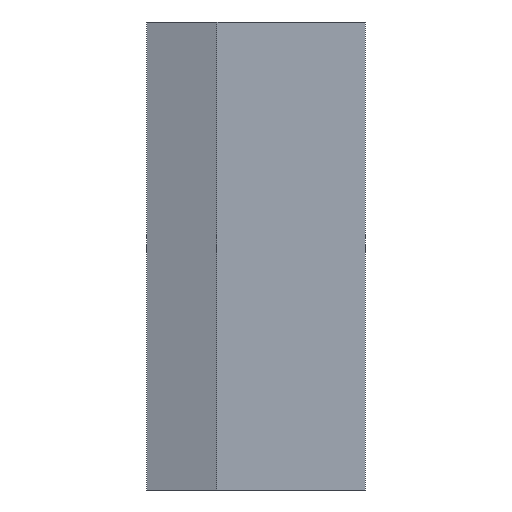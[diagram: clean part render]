
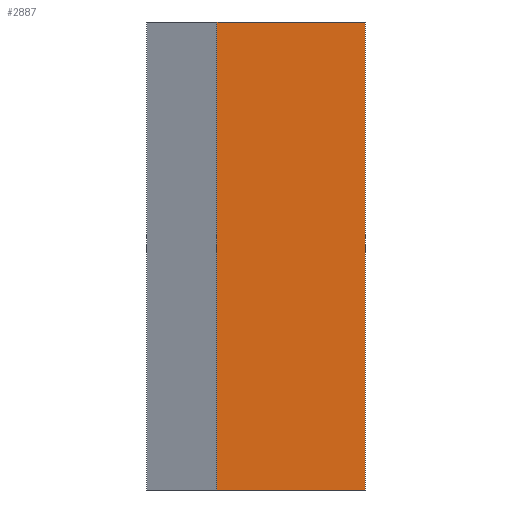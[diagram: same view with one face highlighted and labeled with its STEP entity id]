
A CAD part, left-side view. The second image highlights one B-rep face of the part: STEP entity #2887.
In plain terms, the highlighted planar face has unit normal (-1, 0, 0).
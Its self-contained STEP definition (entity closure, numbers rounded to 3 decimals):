
#751 = CARTESIAN_POINT ( 'NONE',  ( -250., -7., -15. ) ) ;
#1032 = VERTEX_POINT ( 'NONE', #8343 ) ;
#1354 = EDGE_CURVE ( 'NONE', #1032, #4552, #2762, .T. ) ;
#1697 = EDGE_CURVE ( 'NONE', #6879, #8778, #3401, .T. ) ;
#1824 = DIRECTION ( 'NONE',  ( 0., 0., -1. ) ) ;
#2015 = VECTOR ( 'NONE', #7771, 1000. ) ;
#2280 = EDGE_CURVE ( 'NONE', #1032, #6879, #6793, .T. ) ;
#2352 = AXIS2_PLACEMENT_3D ( 'NONE', #8240, #7269, #8889 ) ;
#2370 = ORIENTED_EDGE ( 'NONE', *, *, #2280, .T. ) ;
#2762 = LINE ( 'NONE', #5953, #4015 ) ;
#2887 = ADVANCED_FACE ( 'NONE', ( #3806 ), #10364, .F. ) ;
#3296 = CARTESIAN_POINT ( 'NONE',  ( -250., -7., 15. ) ) ;
#3401 = LINE ( 'NONE', #5774, #6674 ) ;
#3806 = FACE_OUTER_BOUND ( 'NONE', #9392, .T. ) ;
#4015 = VECTOR ( 'NONE', #6062, 1000. ) ;
#4046 = DIRECTION ( 'NONE',  ( 0., -1., 0. ) ) ;
#4552 = VERTEX_POINT ( 'NONE', #3296 ) ;
#5118 = CARTESIAN_POINT ( 'NONE',  ( -250., 2.5, 15. ) ) ;
#5695 = ORIENTED_EDGE ( 'NONE', *, *, #1354, .F. ) ;
#5774 = CARTESIAN_POINT ( 'NONE',  ( -250., 2.5, -15. ) ) ;
#5934 = LINE ( 'NONE', #6798, #9926 ) ;
#5953 = CARTESIAN_POINT ( 'NONE',  ( -250., 2.5, 15. ) ) ;
#6062 = DIRECTION ( 'NONE',  ( 0., -1., 0. ) ) ;
#6526 = EDGE_CURVE ( 'NONE', #4552, #8778, #5934, .T. ) ;
#6674 = VECTOR ( 'NONE', #4046, 1000. ) ;
#6793 = LINE ( 'NONE', #5118, #2015 ) ;
#6798 = CARTESIAN_POINT ( 'NONE',  ( -250., -7., 15. ) ) ;
#6879 = VERTEX_POINT ( 'NONE', #10044 ) ;
#7269 = DIRECTION ( 'NONE',  ( 1., 0., 0. ) ) ;
#7771 = DIRECTION ( 'NONE',  ( 0., 0., -1. ) ) ;
#8240 = CARTESIAN_POINT ( 'NONE',  ( -250., 2.5, 15. ) ) ;
#8343 = CARTESIAN_POINT ( 'NONE',  ( -250., 2.5, 15. ) ) ;
#8778 = VERTEX_POINT ( 'NONE', #751 ) ;
#8889 = DIRECTION ( 'NONE',  ( 0., 0., -1. ) ) ;
#9392 = EDGE_LOOP ( 'NONE', ( #10420, #9580, #5695, #2370 ) ) ;
#9580 = ORIENTED_EDGE ( 'NONE', *, *, #6526, .F. ) ;
#9926 = VECTOR ( 'NONE', #1824, 1000. ) ;
#10044 = CARTESIAN_POINT ( 'NONE',  ( -250., 2.5, -15. ) ) ;
#10364 = PLANE ( 'NONE',  #2352 ) ;
#10420 = ORIENTED_EDGE ( 'NONE', *, *, #1697, .T. ) ;
